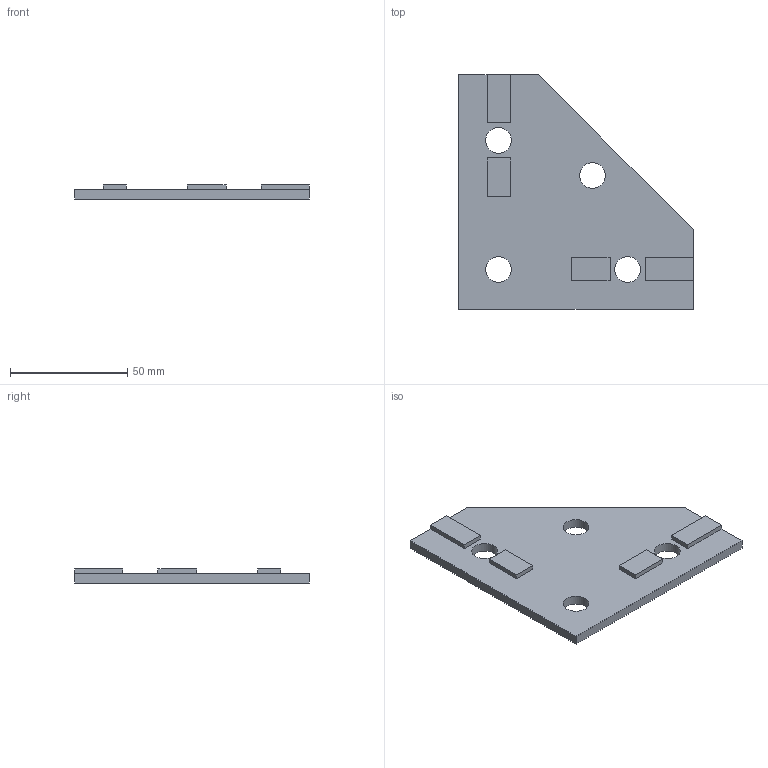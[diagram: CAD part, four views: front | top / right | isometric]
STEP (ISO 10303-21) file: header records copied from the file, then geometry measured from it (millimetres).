
FILE_DESCRIPTION(/* description */ ('KriTec Knotenblech 10 St 100x100x4'),/* implementation_level */ '2;1');
FILE_NAME(/* name */ '81292_KriTec_Knotenblech_10_St_100x100x4.stp',/* time_stamp */ '2020-10-30T11:14:43+01:00',/* author */ ('jendrek'),/* organization */ (''),/* preprocessor_version */ 'ST-DEVELOPER v17',/* originating_system */ 'Autodesk Inventor 2018',/* authorisation */ '');
FILE_SCHEMA (('AUTOMOTIVE_DESIGN { 1 0 10303 214 3 1 1 }'));
Length unit declared in the file: millimetre
Products named in the file (1): 81292
Bounding box: 100 x 100 x 6 mm (x, y, z)
Volume: 29767.5 mm3; surface area: 17709.2 mm2
Topology: 1 solids, 1 shells, 47 faces, 131 edges, 90 vertices
Faces by surface type: plane 43, cylinder 4
Full cylindrical faces by diameter (mm): 11 x4
Entity records: 1560 total; most frequent: CARTESIAN_POINT 269, ORIENTED_EDGE 262, DIRECTION 243, EDGE_CURVE 131, LINE 115, VECTOR 115, VERTEX_POINT 90, AXIS2_PLACEMENT_3D 64
